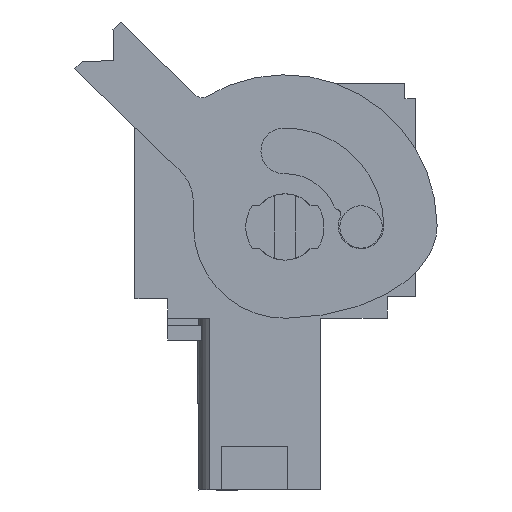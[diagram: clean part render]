
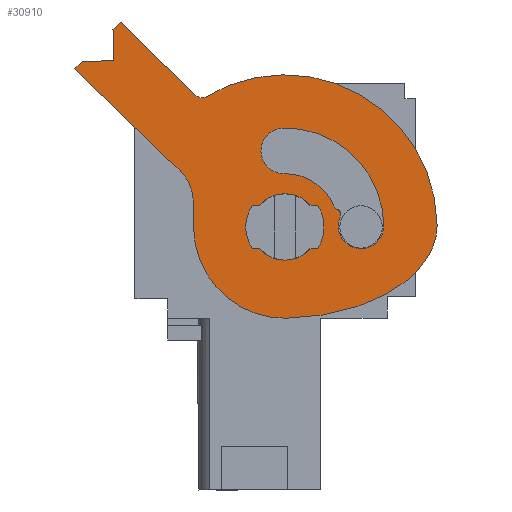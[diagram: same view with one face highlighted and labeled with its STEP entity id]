
A CAD part, left-side view. The second image highlights one B-rep face of the part: STEP entity #30910.
In plain terms, the highlighted planar face has unit normal (-1, 0, 0).
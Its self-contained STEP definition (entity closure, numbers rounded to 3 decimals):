
#30249=AXIS2_PLACEMENT_3D('Circle Axis2P3D',#30247,#30248,$) ;
#30452=AXIS2_PLACEMENT_3D('Circle Axis2P3D',#30450,#30451,$) ;
#30483=AXIS2_PLACEMENT_3D('Circle Axis2P3D',#30481,#30482,$) ;
#30636=AXIS2_PLACEMENT_3D('Circle Axis2P3D',#30634,#30635,$) ;
#30667=AXIS2_PLACEMENT_3D('Circle Axis2P3D',#30665,#30666,$) ;
#30691=AXIS2_PLACEMENT_3D('Circle Axis2P3D',#30689,#30690,$) ;
#30715=AXIS2_PLACEMENT_3D('Circle Axis2P3D',#30713,#30714,$) ;
#30739=AXIS2_PLACEMENT_3D('Circle Axis2P3D',#30737,#30738,$) ;
#30756=AXIS2_PLACEMENT_3D('Circle Axis2P3D',#30754,#30755,$) ;
#30773=AXIS2_PLACEMENT_3D('Circle Axis2P3D',#30771,#30772,$) ;
#30821=AXIS2_PLACEMENT_3D('Circle Axis2P3D',#30819,#30820,$) ;
#30877=AXIS2_PLACEMENT_3D('Plane Axis2P3D',#30874,#30875,#30876) ;
#30895=AXIS2_PLACEMENT_3D('Circle Axis2P3D',#30893,#30894,$) ;
#30244=CARTESIAN_POINT('Vertex',(0.5,6.999,13.625)) ;
#30247=CARTESIAN_POINT('Axis2P3D Location',(0.5,6.999,12.1)) ;
#30251=CARTESIAN_POINT('Vertex',(0.5,6.999,10.575)) ;
#30447=CARTESIAN_POINT('Vertex',(0.5,10.607,18.099)) ;
#30450=CARTESIAN_POINT('Axis2P3D Location',(0.5,6.999,12.1)) ;
#30454=CARTESIAN_POINT('Vertex',(0.5,0.,12.21)) ;
#30478=CARTESIAN_POINT('Vertex',(0.5,6.933,7.901)) ;
#30481=CARTESIAN_POINT('Axis2P3D Location',(0.5,6.999,12.1)) ;
#30485=CARTESIAN_POINT('Vertex',(0.5,11.198,12.034)) ;
#30509=CARTESIAN_POINT('Vertex',(0.5,16.66,19.374)) ;
#30512=CARTESIAN_POINT('Line Origine',(0.5,16.492,19.547)) ;
#30516=CARTESIAN_POINT('Vertex',(0.5,16.324,19.72)) ;
#30536=CARTESIAN_POINT('Line Origine',(0.5,15.605,19.732)) ;
#30540=CARTESIAN_POINT('Vertex',(0.5,14.886,19.743)) ;
#30560=CARTESIAN_POINT('Line Origine',(0.5,14.897,20.462)) ;
#30564=CARTESIAN_POINT('Vertex',(0.5,14.909,21.181)) ;
#30579=CARTESIAN_POINT('Line Origine',(0.5,14.741,21.355)) ;
#30583=CARTESIAN_POINT('Vertex',(0.5,14.573,21.528)) ;
#30603=CARTESIAN_POINT('Line Origine',(0.5,12.832,19.841)) ;
#30607=CARTESIAN_POINT('Vertex',(0.5,11.091,18.154)) ;
#30631=CARTESIAN_POINT('Vertex',(0.5,7.038,14.55)) ;
#30634=CARTESIAN_POINT('Axis2P3D Location',(0.5,6.999,12.1)) ;
#30638=CARTESIAN_POINT('Vertex',(0.5,4.727,13.018)) ;
#30662=CARTESIAN_POINT('Vertex',(0.5,4.583,12.897)) ;
#30665=CARTESIAN_POINT('Axis2P3D Location',(0.5,4.624,12.701)) ;
#30669=CARTESIAN_POINT('Vertex',(0.5,4.444,12.614)) ;
#30689=CARTESIAN_POINT('Axis2P3D Location',(0.5,4.542,13.093)) ;
#30710=CARTESIAN_POINT('Vertex',(0.5,7.071,16.649)) ;
#30713=CARTESIAN_POINT('Axis2P3D Location',(0.5,7.054,15.6)) ;
#30734=CARTESIAN_POINT('Vertex',(0.5,2.45,12.172)) ;
#30737=CARTESIAN_POINT('Axis2P3D Location',(0.5,6.999,12.1)) ;
#30754=CARTESIAN_POINT('Axis2P3D Location',(0.5,3.499,12.155)) ;
#30771=CARTESIAN_POINT('Axis2P3D Location',(0.5,10.813,18.442)) ;
#30792=CARTESIAN_POINT('Vertex',(0.5,11.826,14.689)) ;
#30795=CARTESIAN_POINT('Line Origine',(0.5,14.243,17.031)) ;
#30816=CARTESIAN_POINT('Vertex',(0.5,11.218,13.284)) ;
#30819=CARTESIAN_POINT('Axis2P3D Location',(0.5,13.218,13.253)) ;
#30836=CARTESIAN_POINT('Line Origine',(0.5,11.208,12.659)) ;
#30857=CARTESIAN_POINT('Control Point',(0.5,6.933,7.901)) ;
#30858=CARTESIAN_POINT('Control Point',(0.5,5.853,7.917)) ;
#30859=CARTESIAN_POINT('Control Point',(0.5,4.775,8.059)) ;
#30860=CARTESIAN_POINT('Control Point',(0.5,3.734,8.326)) ;
#30861=CARTESIAN_POINT('Control Point',(0.5,1.928,9.07)) ;
#30862=CARTESIAN_POINT('Control Point',(0.5,0.648,10.227)) ;
#30863=CARTESIAN_POINT('Control Point',(0.5,0.205,10.857)) ;
#30864=CARTESIAN_POINT('Control Point',(0.5,-0.011,11.535)) ;
#30865=CARTESIAN_POINT('Control Point',(0.5,0.,12.21)) ;
#30874=CARTESIAN_POINT('Axis2P3D Location',(0.5,8.399,24.2)) ;
#30893=CARTESIAN_POINT('Axis2P3D Location',(0.5,6.999,12.1)) ;
#30248=DIRECTION('Axis2P3D Direction',(-1.,0.,0.)) ;
#30451=DIRECTION('Axis2P3D Direction',(-1.,0.,0.)) ;
#30482=DIRECTION('Axis2P3D Direction',(-1.,0.,0.)) ;
#30513=DIRECTION('Vector Direction',(0.,-0.696,0.718)) ;
#30537=DIRECTION('Vector Direction',(0.,-1.,0.016)) ;
#30561=DIRECTION('Vector Direction',(0.,0.016,1.)) ;
#30580=DIRECTION('Vector Direction',(0.,-0.696,0.718)) ;
#30604=DIRECTION('Vector Direction',(0.,-0.718,-0.696)) ;
#30635=DIRECTION('Axis2P3D Direction',(-1.,0.,0.)) ;
#30666=DIRECTION('Axis2P3D Direction',(-1.,0.,0.)) ;
#30690=DIRECTION('Axis2P3D Direction',(-1.,0.,0.)) ;
#30714=DIRECTION('Axis2P3D Direction',(-1.,0.,0.)) ;
#30738=DIRECTION('Axis2P3D Direction',(-1.,0.,0.)) ;
#30755=DIRECTION('Axis2P3D Direction',(-1.,0.,0.)) ;
#30772=DIRECTION('Axis2P3D Direction',(-1.,0.,0.)) ;
#30796=DIRECTION('Vector Direction',(0.,-0.718,-0.696)) ;
#30820=DIRECTION('Axis2P3D Direction',(-1.,0.,0.)) ;
#30837=DIRECTION('Vector Direction',(0.,-0.016,-1.)) ;
#30875=DIRECTION('Axis2P3D Direction',(1.,0.,0.)) ;
#30876=DIRECTION('Axis2P3D XDirection',(0.,0.,-1.)) ;
#30894=DIRECTION('Axis2P3D Direction',(1.,0.,0.)) ;
#30514=VECTOR('Line Direction',#30513,1.) ;
#30538=VECTOR('Line Direction',#30537,1.) ;
#30562=VECTOR('Line Direction',#30561,1.) ;
#30581=VECTOR('Line Direction',#30580,1.) ;
#30605=VECTOR('Line Direction',#30604,1.) ;
#30797=VECTOR('Line Direction',#30796,1.) ;
#30838=VECTOR('Line Direction',#30837,1.) ;
#30880=ORIENTED_EDGE('',*,*,#30866,.T.) ;
#30881=ORIENTED_EDGE('',*,*,#30456,.F.) ;
#30882=ORIENTED_EDGE('',*,*,#30775,.T.) ;
#30883=ORIENTED_EDGE('',*,*,#30609,.F.) ;
#30884=ORIENTED_EDGE('',*,*,#30585,.F.) ;
#30885=ORIENTED_EDGE('',*,*,#30566,.F.) ;
#30886=ORIENTED_EDGE('',*,*,#30542,.F.) ;
#30887=ORIENTED_EDGE('',*,*,#30518,.F.) ;
#30888=ORIENTED_EDGE('',*,*,#30799,.T.) ;
#30889=ORIENTED_EDGE('',*,*,#30823,.T.) ;
#30890=ORIENTED_EDGE('',*,*,#30840,.T.) ;
#30891=ORIENTED_EDGE('',*,*,#30487,.F.) ;
#30899=ORIENTED_EDGE('',*,*,#30897,.T.) ;
#30900=ORIENTED_EDGE('',*,*,#30253,.T.) ;
#30903=ORIENTED_EDGE('',*,*,#30741,.T.) ;
#30904=ORIENTED_EDGE('',*,*,#30758,.T.) ;
#30905=ORIENTED_EDGE('',*,*,#30671,.F.) ;
#30906=ORIENTED_EDGE('',*,*,#30693,.T.) ;
#30907=ORIENTED_EDGE('',*,*,#30640,.F.) ;
#30908=ORIENTED_EDGE('',*,*,#30717,.T.) ;
#30901=FACE_BOUND('',#30898,.T.) ;
#30909=FACE_BOUND('',#30902,.T.) ;
#30910=ADVANCED_FACE('L\X2\00F6\X0\sehebel.2',(#30892,#30901,#30909),#30878,.F.) ;
#30856=B_SPLINE_CURVE_WITH_KNOTS('',5,(#30857,#30858,#30859,#30860,#30861,#30862,#30863,#30864,#30865),.UNSPECIFIED.,.F.,.U.,(6,3,6),(0.,8.296,15.673),.UNSPECIFIED.) ;
#30250=CIRCLE('generated circle',#30249,1.525) ;
#30453=CIRCLE('generated circle',#30452,7.) ;
#30484=CIRCLE('generated circle',#30483,4.2) ;
#30637=CIRCLE('generated circle',#30636,2.45) ;
#30668=CIRCLE('generated circle',#30667,0.2) ;
#30692=CIRCLE('generated circle',#30691,0.2) ;
#30716=CIRCLE('generated circle',#30715,1.05) ;
#30740=CIRCLE('generated circle',#30739,4.55) ;
#30757=CIRCLE('generated circle',#30756,1.05) ;
#30774=CIRCLE('generated circle',#30773,0.4) ;
#30822=CIRCLE('generated circle',#30821,2.) ;
#30896=CIRCLE('generated circle',#30895,1.525) ;
#30253=EDGE_CURVE('',#30252,#30245,#30250,.F.) ;
#30456=EDGE_CURVE('',#30448,#30455,#30453,.F.) ;
#30487=EDGE_CURVE('',#30479,#30486,#30484,.F.) ;
#30518=EDGE_CURVE('',#30510,#30517,#30515,.T.) ;
#30542=EDGE_CURVE('',#30517,#30541,#30539,.T.) ;
#30566=EDGE_CURVE('',#30541,#30565,#30563,.T.) ;
#30585=EDGE_CURVE('',#30565,#30584,#30582,.T.) ;
#30609=EDGE_CURVE('',#30584,#30608,#30606,.T.) ;
#30640=EDGE_CURVE('',#30632,#30639,#30637,.F.) ;
#30671=EDGE_CURVE('',#30663,#30670,#30668,.F.) ;
#30693=EDGE_CURVE('',#30663,#30639,#30692,.F.) ;
#30717=EDGE_CURVE('',#30632,#30711,#30716,.F.) ;
#30741=EDGE_CURVE('',#30711,#30735,#30740,.F.) ;
#30758=EDGE_CURVE('',#30735,#30670,#30757,.F.) ;
#30775=EDGE_CURVE('',#30448,#30608,#30774,.F.) ;
#30799=EDGE_CURVE('',#30510,#30793,#30798,.T.) ;
#30823=EDGE_CURVE('',#30793,#30817,#30822,.F.) ;
#30840=EDGE_CURVE('',#30817,#30486,#30839,.T.) ;
#30866=EDGE_CURVE('',#30479,#30455,#30856,.T.) ;
#30897=EDGE_CURVE('',#30245,#30252,#30896,.T.) ;
#30879=EDGE_LOOP('',(#30880,#30881,#30882,#30883,#30884,#30885,#30886,#30887,#30888,#30889,#30890,#30891)) ;
#30898=EDGE_LOOP('',(#30899,#30900)) ;
#30902=EDGE_LOOP('',(#30903,#30904,#30905,#30906,#30907,#30908)) ;
#30892=FACE_OUTER_BOUND('',#30879,.T.) ;
#30515=LINE('Line',#30512,#30514) ;
#30539=LINE('Line',#30536,#30538) ;
#30563=LINE('Line',#30560,#30562) ;
#30582=LINE('Line',#30579,#30581) ;
#30606=LINE('Line',#30603,#30605) ;
#30798=LINE('Line',#30795,#30797) ;
#30839=LINE('Line',#30836,#30838) ;
#30878=PLANE('',#30877) ;
#30245=VERTEX_POINT('',#30244) ;
#30252=VERTEX_POINT('',#30251) ;
#30448=VERTEX_POINT('',#30447) ;
#30455=VERTEX_POINT('',#30454) ;
#30479=VERTEX_POINT('',#30478) ;
#30486=VERTEX_POINT('',#30485) ;
#30510=VERTEX_POINT('',#30509) ;
#30517=VERTEX_POINT('',#30516) ;
#30541=VERTEX_POINT('',#30540) ;
#30565=VERTEX_POINT('',#30564) ;
#30584=VERTEX_POINT('',#30583) ;
#30608=VERTEX_POINT('',#30607) ;
#30632=VERTEX_POINT('',#30631) ;
#30639=VERTEX_POINT('',#30638) ;
#30663=VERTEX_POINT('',#30662) ;
#30670=VERTEX_POINT('',#30669) ;
#30711=VERTEX_POINT('',#30710) ;
#30735=VERTEX_POINT('',#30734) ;
#30793=VERTEX_POINT('',#30792) ;
#30817=VERTEX_POINT('',#30816) ;
